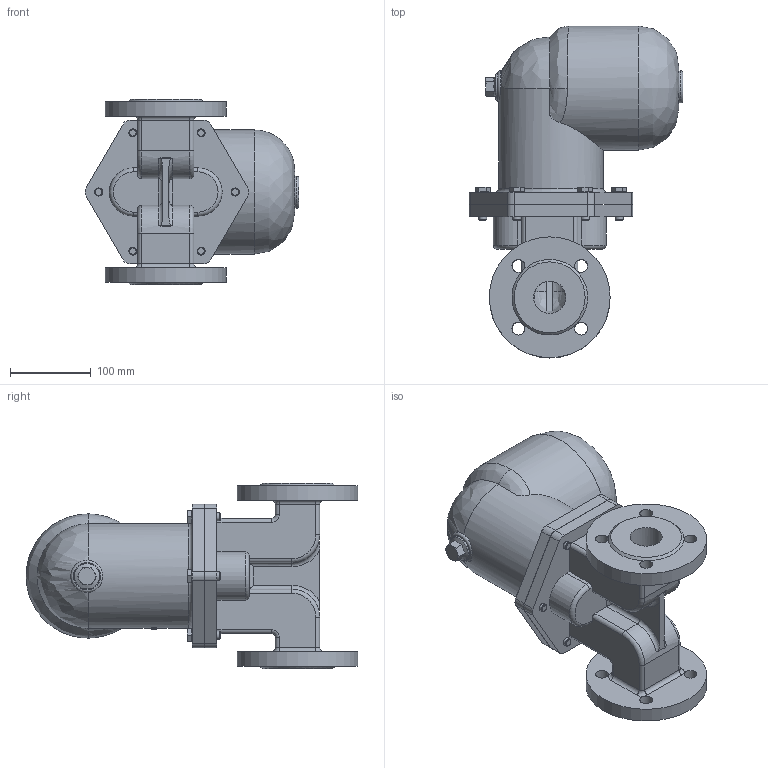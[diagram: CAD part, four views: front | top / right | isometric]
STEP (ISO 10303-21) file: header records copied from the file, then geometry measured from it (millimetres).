
FILE_DESCRIPTION(/* description */ (''),/* implementation_level */ '2;1');
FILE_NAME(/* name */ 'DN40_3D_STEP.stp',/* time_stamp */ '2024-02-13T19:26:53+03:00',/* author */ ('igorr'),/* organization */ (''),/* preprocessor_version */ 'ST-DEVELOPER v19.2',/* originating_system */ 'Autodesk Inventor 2023',/* authorisation */ '');
FILE_SCHEMA (('AUTOMOTIVE_DESIGN { 1 0 10303 214 3 1 1 }'));
Length unit declared in the file: millimetre
Products named in the file (5): Сборка; Деталь1; Деталь2; ANSI B18.2.3.4M - M16 x 2x25; AS 1110 - M10 x 35
Assembly tree (9 placements, depth 2):
  Сборка
    Деталь1
    Деталь2
    ANSI B18.2.3.4M - M16 x 2x25
    AS 1110 - M10 x 35  x6
Bounding box: 265.37 x 412 x 230 mm (x, y, z)
Volume: 6741829.4 mm3; surface area: 458593.8 mm2
Topology: 9 solids, 9 shells, 411 faces, 1005 edges, 622 vertices
Faces by surface type: plane 199, cylinder 103, cone 52, bspline 30, torus 27
Full cylindrical faces by diameter (mm): 10 x18, 16 x15, 40 x5, 120 x1, 130 x1, 150 x2, 154.179 x1
Entity records: 10637 total; most frequent: CARTESIAN_POINT 3062, DIRECTION 1508, ORIENTED_EDGE 1488, EDGE_CURVE 744, AXIS2_PLACEMENT_3D 590, VERTEX_POINT 472, EDGE_LOOP 342, LINE 328
